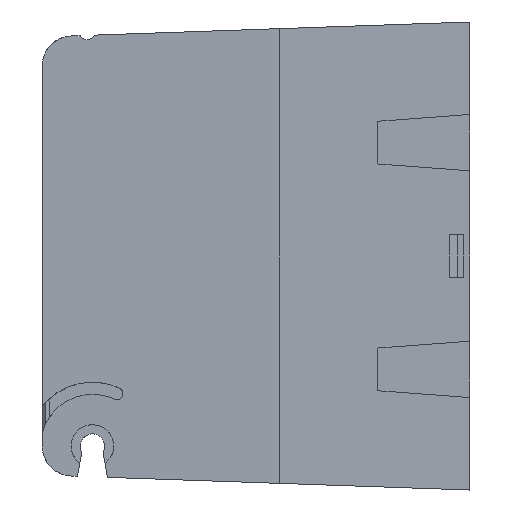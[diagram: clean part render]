
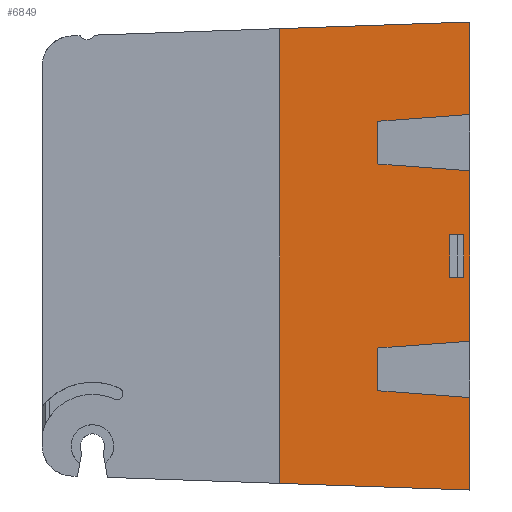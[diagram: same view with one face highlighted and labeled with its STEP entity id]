
A CAD part, left-side view. The second image highlights one B-rep face of the part: STEP entity #6849.
In plain terms, the highlighted planar face has unit normal (1, 0, 0).
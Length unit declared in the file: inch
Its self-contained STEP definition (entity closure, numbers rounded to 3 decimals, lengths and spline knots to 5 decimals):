
#18 = VERTEX_POINT ( 'NONE', #11084 ) ;
#77 = CARTESIAN_POINT ( 'NONE',  ( -0.465, 0.133, -0.14 ) ) ;
#583 = CARTESIAN_POINT ( 'NONE',  ( -0.465, 0.00349, 1.53744 ) ) ;
#775 = LINE ( 'NONE', #9586, #11081 ) ;
#795 = ORIENTED_EDGE ( 'NONE', *, *, #5235, .F. ) ;
#804 = VECTOR ( 'NONE', #16339, 39.37008 ) ;
#938 = ORIENTED_EDGE ( 'NONE', *, *, #12934, .F. ) ;
#1142 = VECTOR ( 'NONE', #7338, 39.37008 ) ;
#1232 = CARTESIAN_POINT ( 'NONE',  ( -0.465, 0.594, 0.14 ) ) ;
#1291 = LINE ( 'NONE', #5451, #4889 ) ;
#1386 = DIRECTION ( 'NONE',  ( 0., 0., 1. ) ) ;
#1542 = LINE ( 'NONE', #583, #1142 ) ;
#1651 = CARTESIAN_POINT ( 'NONE',  ( -0.465, 1.25, 1.49391 ) ) ;
#1708 = ORIENTED_EDGE ( 'NONE', *, *, #12932, .F. ) ;
#1935 = VECTOR ( 'NONE', #7153, 39.37008 ) ;
#2015 = VERTEX_POINT ( 'NONE', #6066 ) ;
#2031 = VERTEX_POINT ( 'NONE', #6008 ) ;
#2093 = ORIENTED_EDGE ( 'NONE', *, *, #5726, .F. ) ;
#2098 = VECTOR ( 'NONE', #6012, 39.37008 ) ;
#2215 = VERTEX_POINT ( 'NONE', #1651 ) ;
#2423 = VERTEX_POINT ( 'NONE', #77 ) ;
#2456 = CARTESIAN_POINT ( 'NONE',  ( -0.465, 0.604, -0.88523 ) ) ;
#2598 = VERTEX_POINT ( 'NONE', #8344 ) ;
#2802 = CARTESIAN_POINT ( 'NONE',  ( -0.465, 0., -0.56 ) ) ;
#2944 = ORIENTED_EDGE ( 'NONE', *, *, #12898, .F. ) ;
#3438 = EDGE_LOOP ( 'NONE', ( #1708, #795, #4524, #4127, #6288, #2093, #938, #8267, #14366, #16024, #13292, #15794 ) ) ;
#3579 = LINE ( 'NONE', #8966, #7149 ) ;
#3772 = FACE_OUTER_BOUND ( 'NONE', #3438, .T. ) ;
#3824 = DIRECTION ( 'NONE',  ( 0., 1., 0. ) ) ;
#4127 = ORIENTED_EDGE ( 'NONE', *, *, #12499, .F. ) ;
#4168 = CARTESIAN_POINT ( 'NONE',  ( -0.465, 0., -0.93 ) ) ;
#4524 = ORIENTED_EDGE ( 'NONE', *, *, #11989, .F. ) ;
#4744 = CARTESIAN_POINT ( 'NONE',  ( -0.465, 1.25, -1.49391 ) ) ;
#4889 = VECTOR ( 'NONE', #5169, 39.37008 ) ;
#4979 = VECTOR ( 'NONE', #14733, 39.37008 ) ;
#5115 = CARTESIAN_POINT ( 'NONE',  ( -0.465, 0., 1.4375 ) ) ;
#5141 = EDGE_LOOP ( 'NONE', ( #16513, #6980, #6620, #2944 ) ) ;
#5169 = DIRECTION ( 'NONE',  ( 0., 0., 1. ) ) ;
#5235 = EDGE_CURVE ( 'NONE', #2598, #6034, #5550, .T. ) ;
#5250 = CARTESIAN_POINT ( 'NONE',  ( -0.465, 1.25, 3.60036 ) ) ;
#5451 = CARTESIAN_POINT ( 'NONE',  ( -0.465, 0., 1.4375 ) ) ;
#5459 = AXIS2_PLACEMENT_3D ( 'NONE', #14472, #14402, #14344 ) ;
#5550 = LINE ( 'NONE', #7137, #1935 ) ;
#5569 = EDGE_CURVE ( 'NONE', #16166, #11768, #1291, .T. ) ;
#5726 = EDGE_CURVE ( 'NONE', #11099, #18, #12863, .T. ) ;
#5822 = CARTESIAN_POINT ( 'NONE',  ( -0.465, 0.604, -0.5 ) ) ;
#6008 = CARTESIAN_POINT ( 'NONE',  ( -0.465, 0.133, 0.14 ) ) ;
#6012 = DIRECTION ( 'NONE',  ( 0., 0., 1. ) ) ;
#6034 = VERTEX_POINT ( 'NONE', #4168 ) ;
#6066 = CARTESIAN_POINT ( 'NONE',  ( -0.465, 0.604, 0.88523 ) ) ;
#6237 = CARTESIAN_POINT ( 'NONE',  ( -0.465, 0.133, -0.5 ) ) ;
#6251 = VECTOR ( 'NONE', #3824, 39.37008 ) ;
#6288 = ORIENTED_EDGE ( 'NONE', *, *, #13387, .F. ) ;
#6444 = VECTOR ( 'NONE', #1386, 39.37008 ) ;
#6524 = CARTESIAN_POINT ( 'NONE',  ( -0.465, 0.04, -0.5 ) ) ;
#6620 = ORIENTED_EDGE ( 'NONE', *, *, #12799, .F. ) ;
#6630 = CARTESIAN_POINT ( 'NONE',  ( -0.465, 0., -0.93 ) ) ;
#6656 = VECTOR ( 'NONE', #17013, 39.37008 ) ;
#6849 = ADVANCED_FACE ( 'NONE', ( #8807, #3772 ), #16256, .F. ) ;
#6980 = ORIENTED_EDGE ( 'NONE', *, *, #12772, .F. ) ;
#7137 = CARTESIAN_POINT ( 'NONE',  ( -0.465, 0., 1.4375 ) ) ;
#7149 = VECTOR ( 'NONE', #8744, 39.37008 ) ;
#7153 = DIRECTION ( 'NONE',  ( 0., 0., 1. ) ) ;
#7161 = DIRECTION ( 'NONE',  ( 0., 0., 1. ) ) ;
#7338 = DIRECTION ( 'NONE',  ( 0., 0.999, -0.035 ) ) ;
#7501 = LINE ( 'NONE', #12279, #10677 ) ;
#7937 = DIRECTION ( 'NONE',  ( 0., -1., 0. ) ) ;
#7984 = DIRECTION ( 'NONE',  ( 0., -0.997, 0.074 ) ) ;
#8221 = CARTESIAN_POINT ( 'NONE',  ( -0.465, 0.604, -0.60477 ) ) ;
#8267 = ORIENTED_EDGE ( 'NONE', *, *, #13034, .F. ) ;
#8344 = CARTESIAN_POINT ( 'NONE',  ( -0.465, 0., -1.53756 ) ) ;
#8539 = LINE ( 'NONE', #10670, #15296 ) ;
#8744 = DIRECTION ( 'NONE',  ( 0., -0.999, -0.035 ) ) ;
#8771 = VERTEX_POINT ( 'NONE', #2456 ) ;
#8807 = FACE_BOUND ( 'NONE', #5141, .T. ) ;
#8895 = CARTESIAN_POINT ( 'NONE',  ( -0.465, 0., 0.93 ) ) ;
#8966 = CARTESIAN_POINT ( 'NONE',  ( -0.465, 0.00349, -1.53744 ) ) ;
#8973 = LINE ( 'NONE', #1232, #12120 ) ;
#9232 = DIRECTION ( 'NONE',  ( 0., 0., -1. ) ) ;
#9394 = VECTOR ( 'NONE', #9232, 39.37008 ) ;
#9586 = CARTESIAN_POINT ( 'NONE',  ( -0.465, 0., 0.56 ) ) ;
#9837 = CARTESIAN_POINT ( 'NONE',  ( -0.465, 0.04, -0.14 ) ) ;
#10268 = LINE ( 'NONE', #6237, #6656 ) ;
#10548 = CARTESIAN_POINT ( 'NONE',  ( -0.465, 0.594, -0.14 ) ) ;
#10670 = CARTESIAN_POINT ( 'NONE',  ( -0.465, 0.604, 0.88523 ) ) ;
#10677 = VECTOR ( 'NONE', #16351, 39.37008 ) ;
#10868 = VECTOR ( 'NONE', #7161, 39.37008 ) ;
#10953 = DIRECTION ( 'NONE',  ( 0., 0.997, 0.074 ) ) ;
#11081 = VECTOR ( 'NONE', #10953, 39.37008 ) ;
#11084 = CARTESIAN_POINT ( 'NONE',  ( -0.465, 0., 1.53756 ) ) ;
#11099 = VERTEX_POINT ( 'NONE', #8895 ) ;
#11768 = VERTEX_POINT ( 'NONE', #14353 ) ;
#11989 = EDGE_CURVE ( 'NONE', #12555, #2598, #3579, .T. ) ;
#12120 = VECTOR ( 'NONE', #7937, 39.37008 ) ;
#12279 = CARTESIAN_POINT ( 'NONE',  ( -0.465, 0.604, -0.60477 ) ) ;
#12355 = VERTEX_POINT ( 'NONE', #8221 ) ;
#12499 = EDGE_CURVE ( 'NONE', #2215, #12555, #15112, .T. ) ;
#12555 = VERTEX_POINT ( 'NONE', #4744 ) ;
#12589 = VERTEX_POINT ( 'NONE', #9837 ) ;
#12690 = CARTESIAN_POINT ( 'NONE',  ( -0.465, 0.604, 0.60477 ) ) ;
#12770 = EDGE_CURVE ( 'NONE', #2423, #2031, #10268, .T. ) ;
#12772 = EDGE_CURVE ( 'NONE', #12589, #2423, #16994, .T. ) ;
#12799 = EDGE_CURVE ( 'NONE', #12995, #12589, #12976, .T. ) ;
#12863 = LINE ( 'NONE', #5115, #2098 ) ;
#12898 = EDGE_CURVE ( 'NONE', #2031, #12995, #8973, .T. ) ;
#12932 = EDGE_CURVE ( 'NONE', #6034, #8771, #15726, .T. ) ;
#12934 = EDGE_CURVE ( 'NONE', #2015, #11099, #8539, .T. ) ;
#12976 = LINE ( 'NONE', #6524, #9394 ) ;
#12995 = VERTEX_POINT ( 'NONE', #13471 ) ;
#13034 = EDGE_CURVE ( 'NONE', #13381, #2015, #13614, .T. ) ;
#13113 = EDGE_CURVE ( 'NONE', #11768, #13381, #775, .T. ) ;
#13137 = EDGE_CURVE ( 'NONE', #12355, #16166, #7501, .T. ) ;
#13276 = EDGE_CURVE ( 'NONE', #8771, #12355, #14469, .T. ) ;
#13292 = ORIENTED_EDGE ( 'NONE', *, *, #13137, .F. ) ;
#13381 = VERTEX_POINT ( 'NONE', #12690 ) ;
#13387 = EDGE_CURVE ( 'NONE', #18, #2215, #1542, .T. ) ;
#13471 = CARTESIAN_POINT ( 'NONE',  ( -0.465, 0.04, 0.14 ) ) ;
#13614 = LINE ( 'NONE', #14845, #6444 ) ;
#14344 = DIRECTION ( 'NONE',  ( 0., 0., 1. ) ) ;
#14353 = CARTESIAN_POINT ( 'NONE',  ( -0.465, 0., 0.56 ) ) ;
#14366 = ORIENTED_EDGE ( 'NONE', *, *, #13113, .F. ) ;
#14402 = DIRECTION ( 'NONE',  ( -1., 0., 0. ) ) ;
#14469 = LINE ( 'NONE', #5822, #10868 ) ;
#14472 = CARTESIAN_POINT ( 'NONE',  ( -0.465, 0.594, -0.5 ) ) ;
#14733 = DIRECTION ( 'NONE',  ( 0., 0.997, 0.074 ) ) ;
#14845 = CARTESIAN_POINT ( 'NONE',  ( -0.465, 0.604, -0.5 ) ) ;
#15112 = LINE ( 'NONE', #5250, #804 ) ;
#15296 = VECTOR ( 'NONE', #7984, 39.37008 ) ;
#15726 = LINE ( 'NONE', #6630, #4979 ) ;
#15794 = ORIENTED_EDGE ( 'NONE', *, *, #13276, .F. ) ;
#16024 = ORIENTED_EDGE ( 'NONE', *, *, #5569, .F. ) ;
#16166 = VERTEX_POINT ( 'NONE', #2802 ) ;
#16256 = PLANE ( 'NONE',  #5459 ) ;
#16339 = DIRECTION ( 'NONE',  ( 0., 0., -1. ) ) ;
#16351 = DIRECTION ( 'NONE',  ( 0., -0.997, 0.074 ) ) ;
#16513 = ORIENTED_EDGE ( 'NONE', *, *, #12770, .F. ) ;
#16994 = LINE ( 'NONE', #10548, #6251 ) ;
#17013 = DIRECTION ( 'NONE',  ( 0., 0., 1. ) ) ;
